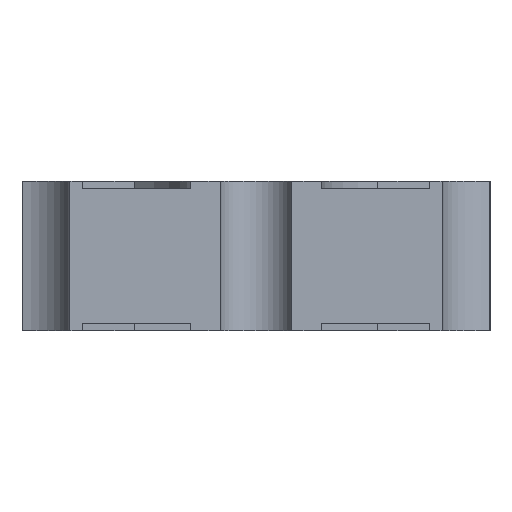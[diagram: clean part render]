
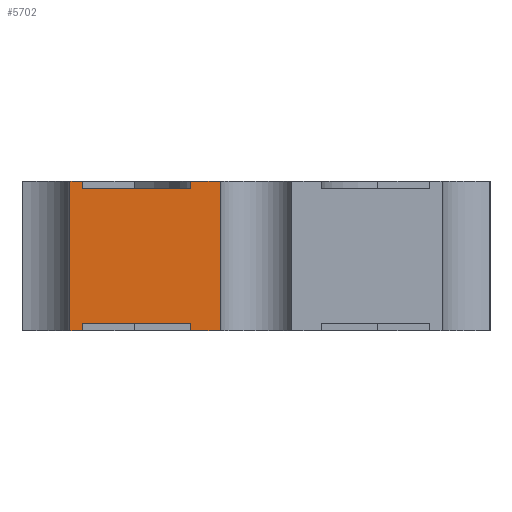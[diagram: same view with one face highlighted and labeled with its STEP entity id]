
A CAD part, left-side view. The second image highlights one B-rep face of the part: STEP entity #5702.
In plain terms, the highlighted planar face has unit normal (-1, 0, 0).
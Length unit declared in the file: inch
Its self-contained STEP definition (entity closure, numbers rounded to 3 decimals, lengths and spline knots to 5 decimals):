
#13 = DIRECTION ( 'NONE',  ( 0., 0., -1. ) ) ;
#67 = CARTESIAN_POINT ( 'NONE',  ( -0.1, 0.04634, 0.038 ) ) ;
#144 = CARTESIAN_POINT ( 'NONE',  ( -0.1, 0.0497, 0. ) ) ;
#218 = EDGE_CURVE ( 'NONE', #8137, #405, #8986, .T. ) ;
#405 = VERTEX_POINT ( 'NONE', #67 ) ;
#481 = CARTESIAN_POINT ( 'NONE',  ( -0.1, 0.0175, 0. ) ) ;
#672 = DIRECTION ( 'NONE',  ( 0., -1., 0. ) ) ;
#707 = DIRECTION ( 'NONE',  ( 0., 1., 0. ) ) ;
#835 = CARTESIAN_POINT ( 'NONE',  ( -0.1, -0.065, 0.04 ) ) ;
#990 = ORIENTED_EDGE ( 'NONE', *, *, #10925, .T. ) ;
#1194 = EDGE_CURVE ( 'NONE', #8137, #3393, #5047, .T. ) ;
#1433 = CARTESIAN_POINT ( 'NONE',  ( -0.1, 0.00953, 0. ) ) ;
#1479 = VECTOR ( 'NONE', #7509, 39.37008 ) ;
#1553 = LINE ( 'NONE', #11786, #5222 ) ;
#1591 = LINE ( 'NONE', #7471, #12824 ) ;
#2355 = VERTEX_POINT ( 'NONE', #9329 ) ;
#2402 = CARTESIAN_POINT ( 'NONE',  ( -0.1, 0.0175, 0.002 ) ) ;
#2616 = CARTESIAN_POINT ( 'NONE',  ( -0.1, 0.04634, 0. ) ) ;
#2723 = VECTOR ( 'NONE', #8239, 39.37008 ) ;
#2817 = CARTESIAN_POINT ( 'NONE',  ( -0.1, 0.00953, 0. ) ) ;
#2862 = VECTOR ( 'NONE', #8673, 39.37008 ) ;
#2875 = CARTESIAN_POINT ( 'NONE',  ( -0.1, 0.0175, 0.038 ) ) ;
#3186 = DIRECTION ( 'NONE',  ( 0., 0., -1. ) ) ;
#3193 = EDGE_CURVE ( 'NONE', #4955, #13206, #8184, .T. ) ;
#3220 = VERTEX_POINT ( 'NONE', #144 ) ;
#3239 = DIRECTION ( 'NONE',  ( 0., 0., 1. ) ) ;
#3288 = VERTEX_POINT ( 'NONE', #481 ) ;
#3393 = VERTEX_POINT ( 'NONE', #12647 ) ;
#3403 = EDGE_CURVE ( 'NONE', #405, #2355, #1553, .T. ) ;
#3685 = VECTOR ( 'NONE', #672, 39.37008 ) ;
#4109 = ORIENTED_EDGE ( 'NONE', *, *, #218, .T. ) ;
#4127 = CARTESIAN_POINT ( 'NONE',  ( -0.1, 0.00953, 0.002 ) ) ;
#4194 = DIRECTION ( 'NONE',  ( 1., 0., 0. ) ) ;
#4274 = AXIS2_PLACEMENT_3D ( 'NONE', #4127, #4194, #3186 ) ;
#4447 = EDGE_CURVE ( 'NONE', #4955, #3393, #4992, .T. ) ;
#4518 = LINE ( 'NONE', #835, #5786 ) ;
#4539 = LINE ( 'NONE', #2402, #2723 ) ;
#4629 = EDGE_CURVE ( 'NONE', #3288, #13206, #9463, .T. ) ;
#4878 = CARTESIAN_POINT ( 'NONE',  ( -0.1, 0.0497, 0.04 ) ) ;
#4955 = VERTEX_POINT ( 'NONE', #11311 ) ;
#4992 = LINE ( 'NONE', #5059, #6053 ) ;
#5047 = LINE ( 'NONE', #7242, #10158 ) ;
#5059 = CARTESIAN_POINT ( 'NONE',  ( -0.1, -0.065, 0.04 ) ) ;
#5062 = VECTOR ( 'NONE', #11896, 39.37008 ) ;
#5222 = VECTOR ( 'NONE', #6774, 39.37008 ) ;
#5399 = DIRECTION ( 'NONE',  ( 0., 0., -1. ) ) ;
#5490 = EDGE_CURVE ( 'NONE', #6356, #11029, #1591, .T. ) ;
#5577 = ORIENTED_EDGE ( 'NONE', *, *, #5490, .F. ) ;
#5585 = CARTESIAN_POINT ( 'NONE',  ( -0.1, 0.00953, 0. ) ) ;
#5702 = ADVANCED_FACE ( 'NONE', ( #10212 ), #9279, .F. ) ;
#5708 = CARTESIAN_POINT ( 'NONE',  ( -0.1, -0.065, 0.038 ) ) ;
#5786 = VECTOR ( 'NONE', #707, 39.37008 ) ;
#5932 = EDGE_CURVE ( 'NONE', #2355, #9301, #4518, .T. ) ;
#5953 = LINE ( 'NONE', #2817, #3685 ) ;
#6053 = VECTOR ( 'NONE', #9080, 39.37008 ) ;
#6170 = EDGE_CURVE ( 'NONE', #9301, #3220, #11450, .T. ) ;
#6287 = ORIENTED_EDGE ( 'NONE', *, *, #3193, .F. ) ;
#6356 = VERTEX_POINT ( 'NONE', #6841 ) ;
#6618 = VERTEX_POINT ( 'NONE', #9373 ) ;
#6774 = DIRECTION ( 'NONE',  ( 0., 0., 1. ) ) ;
#6841 = CARTESIAN_POINT ( 'NONE',  ( -0.1, 0.04634, 0.002 ) ) ;
#7242 = CARTESIAN_POINT ( 'NONE',  ( -0.1, 0.0175, 0.038 ) ) ;
#7471 = CARTESIAN_POINT ( 'NONE',  ( -0.1, 0.04634, 0.002 ) ) ;
#7509 = DIRECTION ( 'NONE',  ( 0., 0., -1. ) ) ;
#7602 = ORIENTED_EDGE ( 'NONE', *, *, #5932, .T. ) ;
#7760 = EDGE_LOOP ( 'NONE', ( #11375, #4109, #12253, #7602, #10848, #990, #5577, #9160, #11728, #10785, #6287, #11850 ) ) ;
#8137 = VERTEX_POINT ( 'NONE', #2875 ) ;
#8184 = LINE ( 'NONE', #11444, #11863 ) ;
#8239 = DIRECTION ( 'NONE',  ( 0., -1., 0. ) ) ;
#8384 = CARTESIAN_POINT ( 'NONE',  ( -0.1, 0.0497, 0.002 ) ) ;
#8673 = DIRECTION ( 'NONE',  ( 0., -1., 0. ) ) ;
#8986 = LINE ( 'NONE', #5708, #11056 ) ;
#9080 = DIRECTION ( 'NONE',  ( 0., 1., 0. ) ) ;
#9160 = ORIENTED_EDGE ( 'NONE', *, *, #12443, .T. ) ;
#9279 = PLANE ( 'NONE',  #4274 ) ;
#9301 = VERTEX_POINT ( 'NONE', #4878 ) ;
#9329 = CARTESIAN_POINT ( 'NONE',  ( -0.1, 0.04634, 0.04 ) ) ;
#9373 = CARTESIAN_POINT ( 'NONE',  ( -0.1, 0.0175, 0.002 ) ) ;
#9463 = LINE ( 'NONE', #5585, #2862 ) ;
#9857 = DIRECTION ( 'NONE',  ( 0., 1., 0. ) ) ;
#9966 = CARTESIAN_POINT ( 'NONE',  ( -0.1, 0.0175, 0.002 ) ) ;
#10025 = LINE ( 'NONE', #9966, #5062 ) ;
#10158 = VECTOR ( 'NONE', #3239, 39.37008 ) ;
#10212 = FACE_OUTER_BOUND ( 'NONE', #7760, .T. ) ;
#10785 = ORIENTED_EDGE ( 'NONE', *, *, #4629, .T. ) ;
#10848 = ORIENTED_EDGE ( 'NONE', *, *, #6170, .T. ) ;
#10925 = EDGE_CURVE ( 'NONE', #3220, #11029, #5953, .T. ) ;
#11029 = VERTEX_POINT ( 'NONE', #2616 ) ;
#11056 = VECTOR ( 'NONE', #9857, 39.37008 ) ;
#11311 = CARTESIAN_POINT ( 'NONE',  ( -0.1, 0.00953, 0.04 ) ) ;
#11375 = ORIENTED_EDGE ( 'NONE', *, *, #1194, .F. ) ;
#11444 = CARTESIAN_POINT ( 'NONE',  ( -0.1, 0.00953, 0.002 ) ) ;
#11450 = LINE ( 'NONE', #8384, #1479 ) ;
#11728 = ORIENTED_EDGE ( 'NONE', *, *, #12542, .T. ) ;
#11786 = CARTESIAN_POINT ( 'NONE',  ( -0.1, 0.04634, 0.038 ) ) ;
#11850 = ORIENTED_EDGE ( 'NONE', *, *, #4447, .T. ) ;
#11863 = VECTOR ( 'NONE', #13, 39.37008 ) ;
#11896 = DIRECTION ( 'NONE',  ( 0., 0., -1. ) ) ;
#12253 = ORIENTED_EDGE ( 'NONE', *, *, #3403, .T. ) ;
#12443 = EDGE_CURVE ( 'NONE', #6356, #6618, #4539, .T. ) ;
#12542 = EDGE_CURVE ( 'NONE', #6618, #3288, #10025, .T. ) ;
#12647 = CARTESIAN_POINT ( 'NONE',  ( -0.1, 0.0175, 0.04 ) ) ;
#12824 = VECTOR ( 'NONE', #5399, 39.37008 ) ;
#13206 = VERTEX_POINT ( 'NONE', #1433 ) ;
